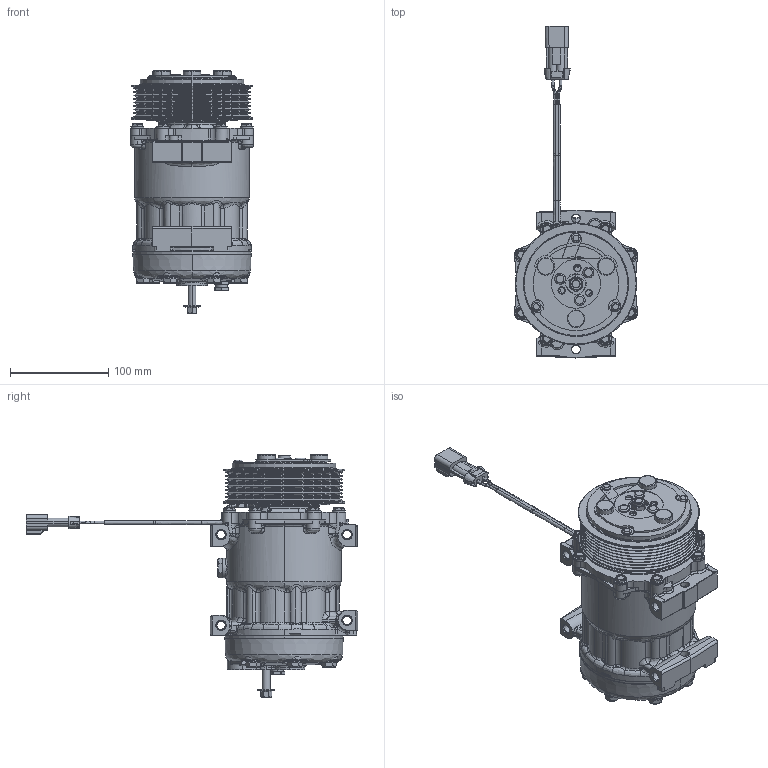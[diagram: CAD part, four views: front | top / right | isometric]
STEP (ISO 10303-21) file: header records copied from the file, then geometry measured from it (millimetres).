
FILE_DESCRIPTION (( 'STEP AP203' ), '1' );
FILE_NAME ('SANDEN_4485_REV_E_COMPR_AC1.STEP', '2011-04-18T16:24:05', ( '' ), ( '' ), 'SwSTEP 2.0', 'SolidWorks 2010', '' );
FILE_SCHEMA (( 'CONFIG_CONTROL_DESIGN' ));
Products named in the file (1): SANDEN_4485_REV_E_COMPR_AC1
Bounding box: 125 x 336.93 x 246.24 mm (x, y, z)
Volume: 2169525.6 mm3; surface area: 277979.7 mm2
Topology: 1 solids, 1 shells, 2614 faces, 6909 edges, 4307 vertices
Faces by surface type: cylinder 751, bspline 711, plane 708, cone 340, torus 102, sphere 2
Entity records: 192295 total; most frequent: CARTESIAN_POINT 134147, ORIENTED_EDGE 13738, DIRECTION 10300, EDGE_CURVE 6869, VERTEX_POINT 4307, AXIS2_PLACEMENT_3D 4116, EDGE_LOOP 2774, ADVANCED_FACE 2614
